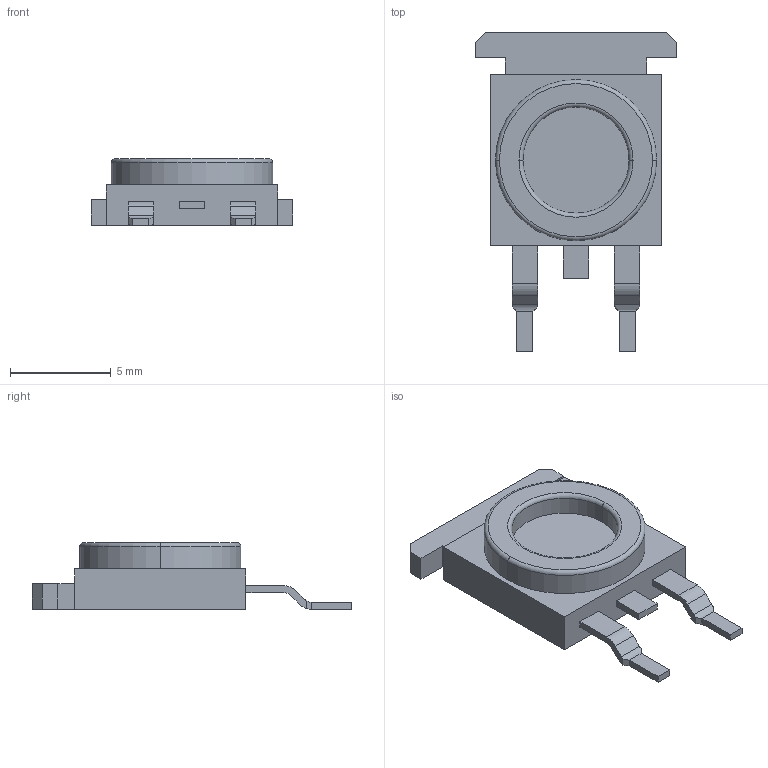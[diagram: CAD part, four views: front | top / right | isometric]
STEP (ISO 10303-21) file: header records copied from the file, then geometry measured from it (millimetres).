
FILE_DESCRIPTION((''),'2;1');
FILE_NAME('LED_AVAGO_ASMT-MYB9-NKM00.stp','2012-08-09T14:18:16',(''),(''),'Mechanical Desktop 2011','Mechanical Desktop 2011',', , ');
FILE_SCHEMA(('AUTOMOTIVE_DESIGN { 1 2 10303 214 1 1 1 1 }'));
Length unit declared in the file: millimetre
Products named in the file (1): Product
Bounding box: 10 x 15.85 x 3.3 mm (x, y, z)
Volume: 213.7 mm3; surface area: 496 mm2
Topology: 6 solids, 6 shells, 80 faces, 186 edges, 120 vertices
Faces by surface type: plane 42, bspline 24, cylinder 10, torus 4
Entity records: 2364 total; most frequent: CARTESIAN_POINT 515, ORIENTED_EDGE 372, DIRECTION 344, EDGE_CURVE 186, VECTOR 142, LINE 142, VERTEX_POINT 120, AXIS2_PLACEMENT_3D 101
